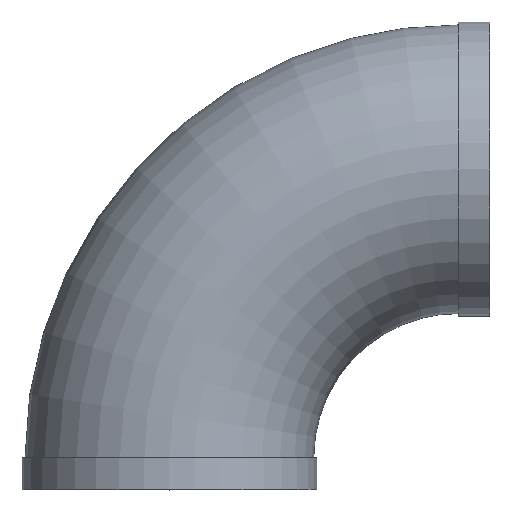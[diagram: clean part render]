
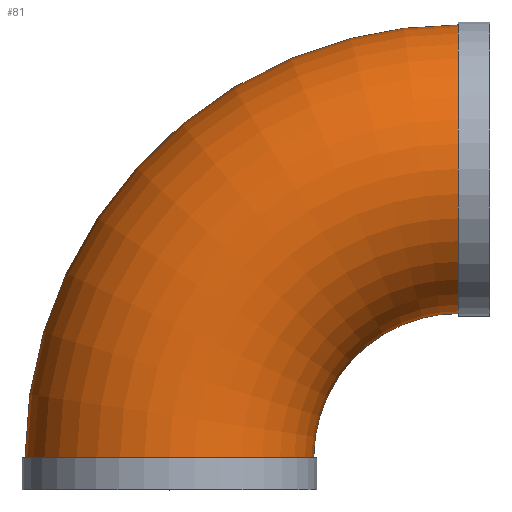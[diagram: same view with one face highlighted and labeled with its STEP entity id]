
A CAD part, top view. The second image highlights one B-rep face of the part: STEP entity #81.
In plain terms, the highlighted toroidal (fillet/blend) face has major radius 600 mm and minor radius 300 mm.
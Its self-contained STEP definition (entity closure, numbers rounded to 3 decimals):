
#81 = ADVANCED_FACE( '', ( #158, #159 ), #160, .T. );
#158 = FACE_OUTER_BOUND( '', #220, .T. );
#159 = FACE_OUTER_BOUND( '', #221, .T. );
#160 = TOROIDAL_SURFACE( '', #222, 600., 300. );
#220 = EDGE_LOOP( '', ( #292 ) );
#221 = EDGE_LOOP( '', ( #293 ) );
#222 = AXIS2_PLACEMENT_3D( '', #294, #295, #296 );
#292 = ORIENTED_EDGE( '', *, *, #307, .T. );
#293 = ORIENTED_EDGE( '', *, *, #320, .F. );
#294 = CARTESIAN_POINT( '', ( 600., 66., 0. ) );
#295 = DIRECTION( '', ( 0., 0., -1. ) );
#296 = DIRECTION( '', ( -1., 0., 0. ) );
#307 = EDGE_CURVE( '', #336, #336, #337, .T. );
#320 = EDGE_CURVE( '', #355, #355, #356, .T. );
#336 = VERTEX_POINT( '', #372 );
#337 = CIRCLE( '', #373, 300. );
#355 = VERTEX_POINT( '', #391 );
#356 = CIRCLE( '', #392, 300. );
#372 = CARTESIAN_POINT( '', ( 300., 66., 0. ) );
#373 = AXIS2_PLACEMENT_3D( '', #409, #410, #411 );
#391 = CARTESIAN_POINT( '', ( 600., 366., 0. ) );
#392 = AXIS2_PLACEMENT_3D( '', #427, #428, #429 );
#409 = CARTESIAN_POINT( '', ( 0., 66., 0. ) );
#410 = DIRECTION( '', ( 0., 1., 0. ) );
#411 = DIRECTION( '', ( 1., 0., 0. ) );
#427 = CARTESIAN_POINT( '', ( 600., 666., 0. ) );
#428 = DIRECTION( '', ( 1., 0., 0. ) );
#429 = DIRECTION( '', ( 0., -1., 0. ) );
